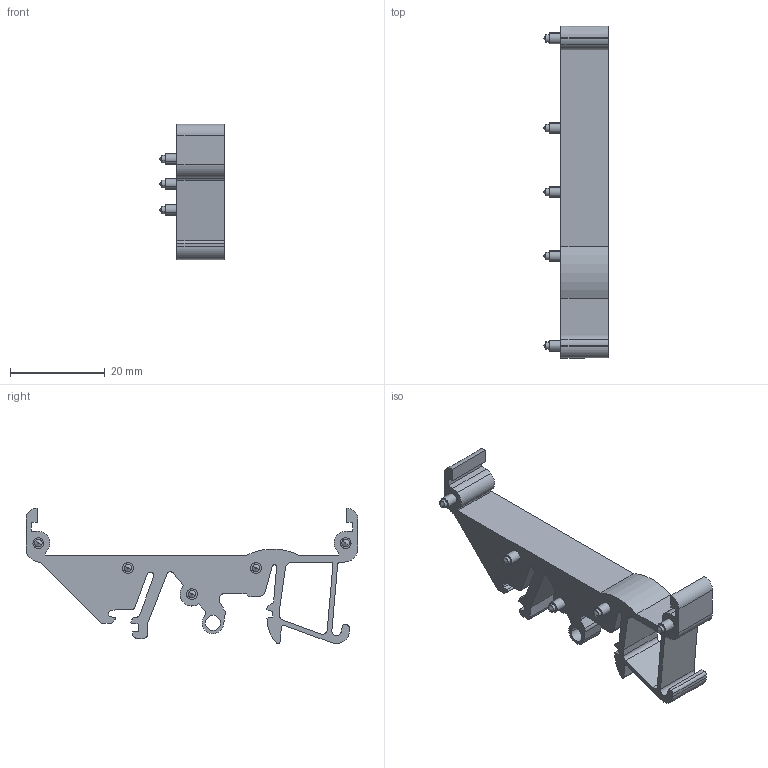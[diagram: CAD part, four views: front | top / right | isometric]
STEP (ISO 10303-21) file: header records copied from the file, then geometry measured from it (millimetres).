
FILE_DESCRIPTION(('CATIA V5 STEP Exchange','CAx-IF Rec.Pracs.--- Model Styling and Organization---1.4--- 2014-01-23'),'2;1');
FILE_NAME ('D1397389_1', '2019-11-13T13:43:11+00:00', ('none'), ('Weidmueller'), 'CATIA Version 5-6 Release 2016 SP3 HF44', 'CATIA V5 STEP AP214', 'none');
FILE_SCHEMA(('AUTOMOTIVE_DESIGN { 1 0 10303 214 1 1 1 1 }'));
Length unit declared in the file: millimetre
Products named in the file (1): 0213760000
Bounding box: 13.64 x 70 x 28.54 mm (x, y, z)
Volume: 5047.8 mm3; surface area: 5189.9 mm2
Topology: 1 solids, 1 shells, 209 faces, 563 edges, 376 vertices
Faces by surface type: plane 96, cylinder 91, cone 20, extrusion 2
Entity records: 6530 total; most frequent: CARTESIAN_POINT 1272, ORIENTED_EDGE 1126, DIRECTION 853, EDGE_CURVE 563, VERTEX_POINT 376, AXIS2_PLACEMENT_3D 362, VECTOR 338, LINE 336
